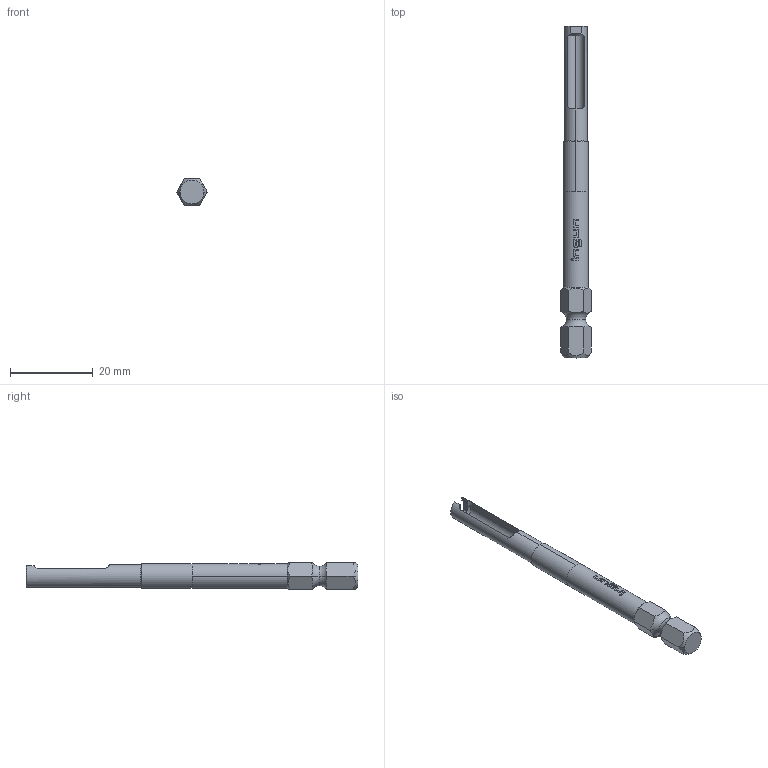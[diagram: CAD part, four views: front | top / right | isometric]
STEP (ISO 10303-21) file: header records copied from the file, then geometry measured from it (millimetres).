
FILE_DESCRIPTION (( 'STEP AP203' ), '1' );
FILE_NAME ('INGUN_BIT-HSS-150_M.STEP', '2021-10-19T09:02:34', ( 'ochi' ), ( '' ), 'SwSTEP 2.0', 'SolidWorks 2018', '' );
FILE_SCHEMA (( 'CONFIG_CONTROL_DESIGN' ));
Length unit declared in the file: millimetre
Products named in the file (1): INGUN_BIT-HSS-150_M
Bounding box: 7.33 x 80 x 6.35 mm (x, y, z)
Volume: 1726.6 mm3; surface area: 1834.5 mm2
Topology: 1 solids, 1 shells, 126 faces, 338 edges, 220 vertices
Faces by surface type: plane 64, cylinder 26, bspline 22, cone 10, torus 4
Entity records: 4574 total; most frequent: CARTESIAN_POINT 1573, ORIENTED_EDGE 676, DIRECTION 513, EDGE_CURVE 338, VERTEX_POINT 220, AXIS2_PLACEMENT_3D 194, EDGE_LOOP 132, ADVANCED_FACE 126
